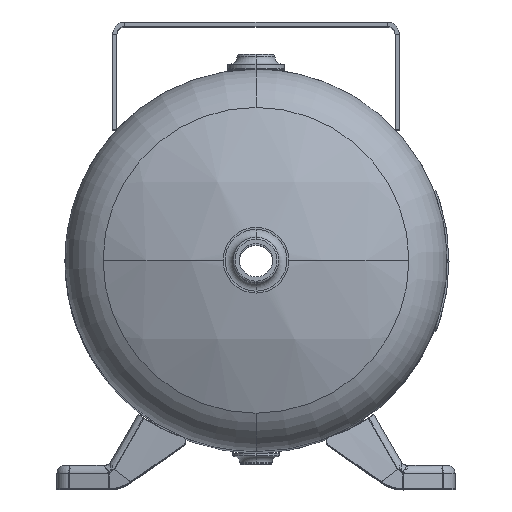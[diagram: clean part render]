
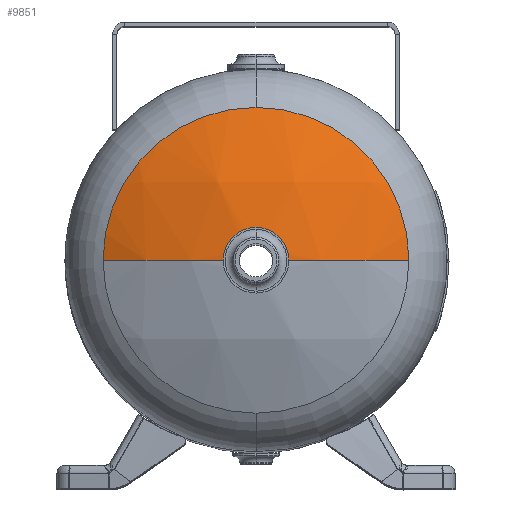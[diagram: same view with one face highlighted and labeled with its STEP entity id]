
A CAD part, top view. The second image highlights one B-rep face of the part: STEP entity #9851.
In plain terms, the highlighted spherical face has radius 274.32 mm.
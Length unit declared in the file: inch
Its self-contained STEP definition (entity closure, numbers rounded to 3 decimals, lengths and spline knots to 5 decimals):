
#13 = EDGE_LOOP ( 'NONE', ( #2948, #2949, #2950, #2951, #2952 ) ) ;
#2948 = ORIENTED_EDGE ( 'NONE', *, *, #9905, .F. ) ;
#2949 = ORIENTED_EDGE ( 'NONE', *, *, #10815, .F. ) ;
#2950 = ORIENTED_EDGE ( 'NONE', *, *, #10796, .T. ) ;
#2951 = ORIENTED_EDGE ( 'NONE', *, *, #10795, .F. ) ;
#2952 = ORIENTED_EDGE ( 'NONE', *, *, #9921, .F. ) ;
#3900 = CIRCLE ( 'NONE', #3901, 4.8 ) ;
#3901 = AXIS2_PLACEMENT_3D ( 'NONE', #6808, #6809, #6811 ) ;
#3949 = AXIS2_PLACEMENT_3D ( 'NONE', #6619, #6621, #6623 ) ;
#3954 = CIRCLE ( 'NONE', #3949, 10.8 ) ;
#4107 = AXIS2_PLACEMENT_3D ( 'NONE', #6554, #6569, #6571 ) ;
#6554 = CARTESIAN_POINT ( 'NONE',  ( 0., 0., 5.7 ) ) ;
#6563 = FACE_OUTER_BOUND ( 'NONE', #13, .T. ) ;
#6565 = SPHERICAL_SURFACE ( 'NONE', #4107, 10.8 ) ;
#6569 = DIRECTION ( 'NONE',  ( 0., -1., 0. ) ) ;
#6571 = DIRECTION ( 'NONE',  ( 1., 0., 0. ) ) ;
#6619 = CARTESIAN_POINT ( 'NONE',  ( 0., 0., 5.7 ) ) ;
#6621 = DIRECTION ( 'NONE',  ( 0., -1., 0. ) ) ;
#6623 = DIRECTION ( 'NONE',  ( 1., 0., 0. ) ) ;
#6808 = CARTESIAN_POINT ( 'NONE',  ( 0., 0., 15.37471 ) ) ;
#6809 = DIRECTION ( 'NONE',  ( 0., 0., -1. ) ) ;
#6811 = DIRECTION ( 'NONE',  ( 0., 1., 0. ) ) ;
#8478 = CARTESIAN_POINT ( 'NONE',  ( 0., 0., 15.37471 ) ) ;
#8479 = DIRECTION ( 'NONE',  ( 0., 0., -1. ) ) ;
#8480 = DIRECTION ( 'NONE',  ( 0., 1., 0. ) ) ;
#8482 = CARTESIAN_POINT ( 'NONE',  ( 0., 0., 5.7 ) ) ;
#8483 = DIRECTION ( 'NONE',  ( 0., 1., 0. ) ) ;
#8484 = DIRECTION ( 'NONE',  ( 0., 0., 1. ) ) ;
#8537 = CARTESIAN_POINT ( 'NONE',  ( 0., 0., 16.48351 ) ) ;
#8538 = DIRECTION ( 'NONE',  ( 0., 0., 1. ) ) ;
#8539 = DIRECTION ( 'NONE',  ( -1., 0., 0. ) ) ;
#9457 = CARTESIAN_POINT ( 'NONE',  ( 0., 4.8, 15.37471 ) ) ;
#9459 = CARTESIAN_POINT ( 'NONE',  ( -0.5965, 0., 16.48351 ) ) ;
#9461 = CARTESIAN_POINT ( 'NONE',  ( 0.5965, 0., 16.48351 ) ) ;
#9464 = CARTESIAN_POINT ( 'NONE',  ( 4.8, 0., 15.37471 ) ) ;
#9466 = CARTESIAN_POINT ( 'NONE',  ( -4.8, 0., 15.37471 ) ) ;
#9851 = ADVANCED_FACE ( 'NONE', ( #6563 ), #6565, .T. ) ;
#9905 = EDGE_CURVE ( 'NONE', #13054, #13061, #3954, .T. ) ;
#9921 = EDGE_CURVE ( 'NONE', #13061, #13052, #3900, .T. ) ;
#10795 = EDGE_CURVE ( 'NONE', #13052, #13059, #13166, .T. ) ;
#10796 = EDGE_CURVE ( 'NONE', #13056, #13059, #13168, .T. ) ;
#10815 = EDGE_CURVE ( 'NONE', #13056, #13054, #13203, .T. ) ;
#13052 = VERTEX_POINT ( 'NONE', #9457 ) ;
#13054 = VERTEX_POINT ( 'NONE', #9459 ) ;
#13056 = VERTEX_POINT ( 'NONE', #9461 ) ;
#13059 = VERTEX_POINT ( 'NONE', #9464 ) ;
#13061 = VERTEX_POINT ( 'NONE', #9466 ) ;
#13166 = CIRCLE ( 'NONE', #13169, 4.8 ) ;
#13168 = CIRCLE ( 'NONE', #13171, 10.8 ) ;
#13169 = AXIS2_PLACEMENT_3D ( 'NONE', #8478, #8479, #8480 ) ;
#13171 = AXIS2_PLACEMENT_3D ( 'NONE', #8482, #8483, #8484 ) ;
#13203 = CIRCLE ( 'NONE', #13205, 0.5965 ) ;
#13205 = AXIS2_PLACEMENT_3D ( 'NONE', #8537, #8538, #8539 ) ;
